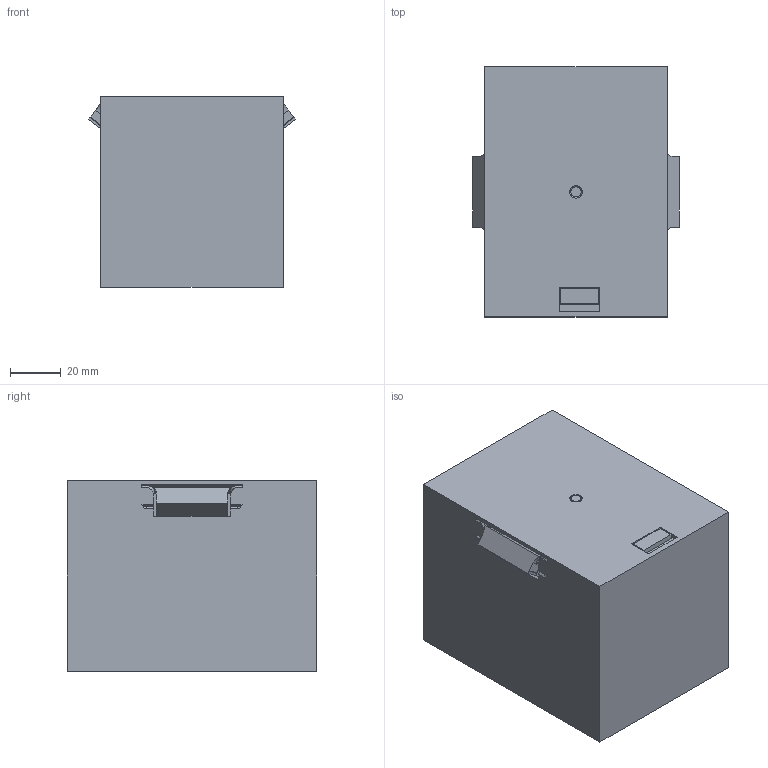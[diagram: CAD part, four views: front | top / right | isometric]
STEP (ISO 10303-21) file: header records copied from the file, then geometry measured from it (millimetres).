
FILE_DESCRIPTION(('STEP AP242'), '1');
FILE_NAME('airlol_2', '', ('UNSPECIFIED'), ('UNSPECIFIED'), 'C3D Converter', 'C3D Toolkit', '');
FILE_SCHEMA(('AP242_MANAGED_MODEL_BASED_3D_ENGINEERING_MIM_LF { 1 0 10303 442 1 1 4 }'));
Length unit declared in the file: millimetre
Products named in the file (20): TT SP-5 Carriage; Frame; Splint; Drag Chain Holder; Belts; Belt RL (1); Belt FR (1); Belt RR (1); Belt FL (1); Biqu H2 dimensional model; biqu h2 gabarit; e3d v6 nozzle; 35mm fan; Phaetus heat block; Biqu H2 throat; Nema14 biqu h2 motor; 4010 - Blower Assembly
Assembly tree (21 placements, depth 4):
  (unnamed)
    TT SP-5 Carriage
      Frame
      Splint
      Drag Chain Holder
      Belts
        Belt RL (1)
        Belt FR (1)
        Belt RR (1)
        Belt FL (1)
      Biqu H2 dimensional model  x2
        biqu h2 gabarit
        e3d v6 nozzle
        35mm fan
        Phaetus heat block
        Biqu H2 throat
        Nema14 biqu h2 motor
      (unnamed)  x2
        (unnamed)
        4010 - Blower Assembly
Bounding box: 81.38 x 98.41 x 75 mm (x, y, z)
Volume: 524703.7 mm3; surface area: 47593.9 mm2
Topology: 1 solids, 1 shells, 153 faces, 401 edges, 259 vertices
Faces by surface type: plane 117, cylinder 26, cone 6, extrusion 4
Full cylindrical faces by diameter (mm): 0.4 x1, 1.5 x1, 2 x1, 2.5 x2, 3 x3, 4 x1, 5 x2, 6 x1
Entity records: 7330 total; most frequent: CARTESIAN_POINT 1380, ORIENTED_EDGE 770, DIRECTION 758, EDGE_CURVE 385, VECTOR 314, LINE 310, VERTEX_POINT 259, AXIS2_PLACEMENT_3D 222
